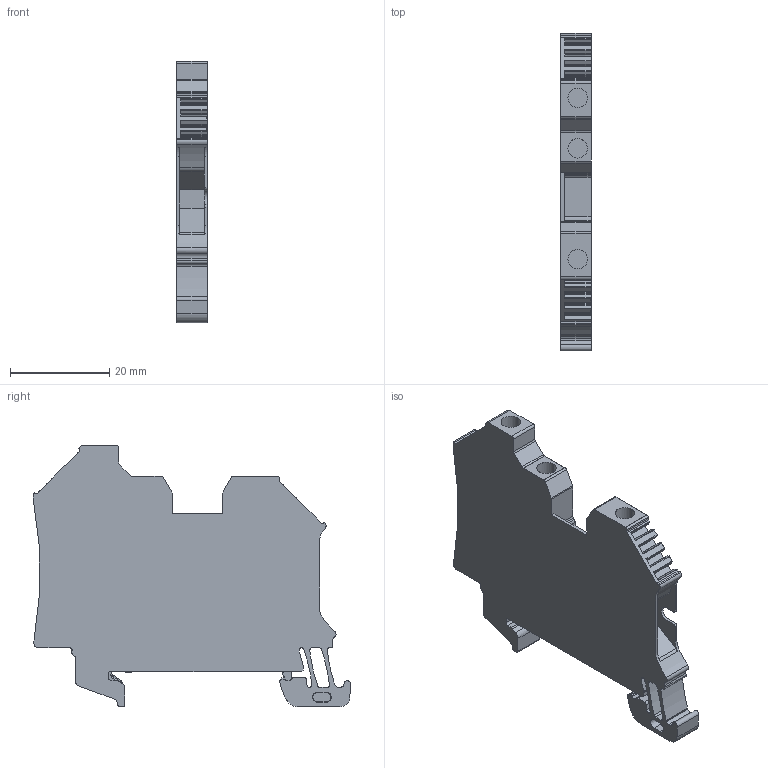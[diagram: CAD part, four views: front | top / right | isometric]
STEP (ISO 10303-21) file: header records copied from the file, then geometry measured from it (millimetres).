
FILE_DESCRIPTION(('CATIA V5 STEP Exchange','CAx-IF Rec.Pracs.--- Model Styling and Organization---1.4--- 2014-01-23'),'2;1');
FILE_NAME ('D1458839_0', '2020-01-20T09:04:03+00:00', ('none'), ('Weidmueller'), 'CATIA Version 5-6 Release 2016 SP3 HF44', 'CATIA V5 STEP AP214', 'none');
FILE_SCHEMA(('AUTOMOTIVE_DESIGN { 1 0 10303 214 1 1 1 1 }'));
Length unit declared in the file: millimetre
Products named in the file (1): 1905120000_WPE_4-ZR
Bounding box: 6.1 x 64.04 x 52.8 mm (x, y, z)
Volume: 12088.6 mm3; surface area: 8658.9 mm2
Topology: 4 solids, 4 shells, 573 faces, 1733 edges, 1177 vertices
Faces by surface type: plane 276, cylinder 220, extrusion 72, cone 4, torus 1
Entity records: 19212 total; most frequent: CARTESIAN_POINT 3897, ORIENTED_EDGE 3466, DIRECTION 2631, EDGE_CURVE 1733, VECTOR 1184, VERTEX_POINT 1177, LINE 1112, AXIS2_PLACEMENT_3D 996
